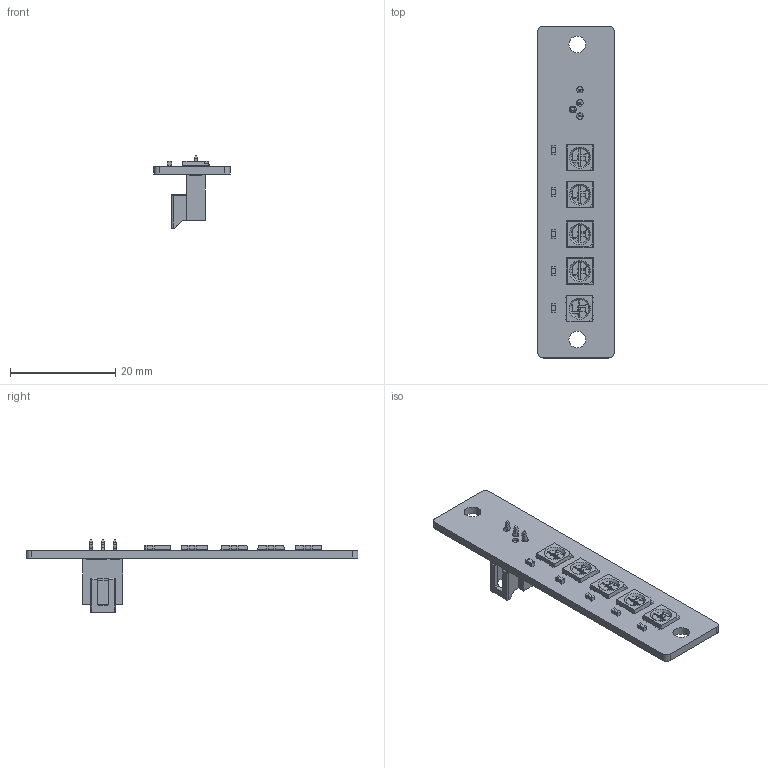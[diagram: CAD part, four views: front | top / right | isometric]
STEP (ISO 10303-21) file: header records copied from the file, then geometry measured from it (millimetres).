
FILE_DESCRIPTION(('KiCad electronic assembly'),'2;1');
FILE_NAME('IndicationPCB.step','2025-10-13T20:53:08',('Pcbnew'),('Kicad' ),'Open CASCADE STEP processor 7.9','KiCad to STEP converter', 'Unknown');
FILE_SCHEMA(('AUTOMOTIVE_DESIGN { 1 0 10303 214 1 1 1 1 }'));
Length unit declared in the file: millimetre
Products named in the file (7): IndicationPCB 1; kicad_embedded_534F78C38130BCB442B28CCCB291641A; C_0603_1608Metric; kicad_embedded_F8664A5F41A14555BDC2486172CC02A7; SOLID; COMPOUND; IndicationPCB_PCB
Assembly tree (14 placements, depth 3):
  IndicationPCB 1
    kicad_embedded_534F78C38130BCB442B28CCCB291641A  x5
    C_0603_1608Metric  x5
    kicad_embedded_F8664A5F41A14555BDC2486172CC02A7
      SOLID
      COMPOUND
    IndicationPCB_PCB
Bounding box: 14.5 x 63 x 13.71 mm (x, y, z)
Volume: 1685 mm3; surface area: 3254.5 mm2
Topology: 52 solids, 52 shells, 1165 faces, 2881 edges, 1842 vertices
Faces by surface type: plane 806, cylinder 210, bspline 144, cone 5
Full cylindrical faces by diameter (mm): 1.1 x5, 1.2 x3, 1.3 x1, 3.2 x2, 3.4 x5
Entity records: 11204 total; most frequent: CARTESIAN_POINT 2913, ORIENTED_EDGE 1826, DIRECTION 1097, EDGE_CURVE 913, VERTEX_POINT 582, LINE 431, VECTOR 431, FACE_BOUND 389
